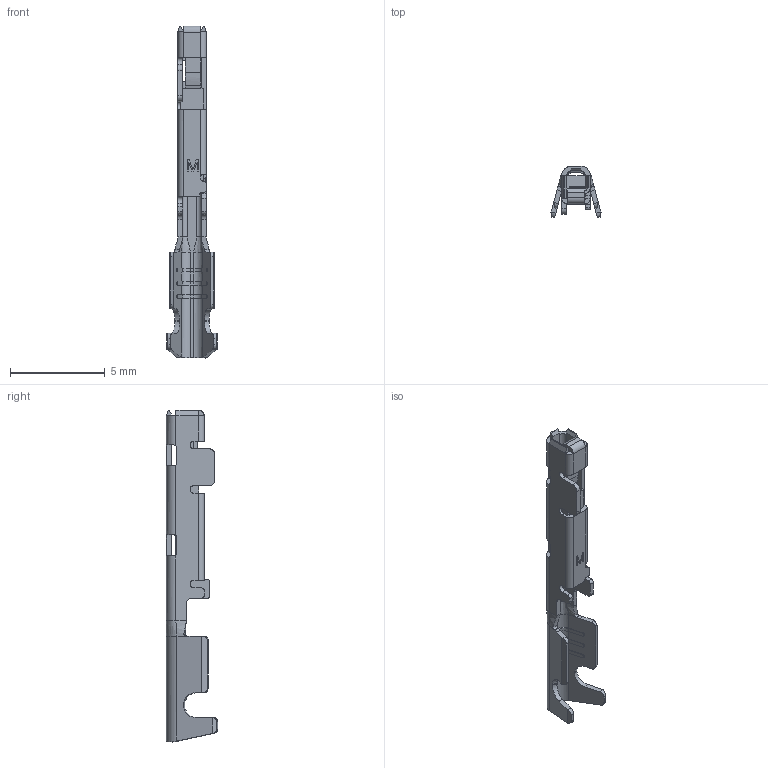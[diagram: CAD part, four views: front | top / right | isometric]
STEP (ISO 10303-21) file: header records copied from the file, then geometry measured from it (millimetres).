
FILE_DESCRIPTION( ('This file contains a STEP AP42 implementation' ,'as created by ZW3D STEP Interface translator.') ,'2;1' );
FILE_NAME( '72230-TPSN01.stp' ,'231027.112151', (''), ('ZWCAD Software Co.'), 'Version 1.0', 'ZW3D to STEP translator', '' );
FILE_SCHEMA(('AUTOMOTIVE_DESIGN { 1 0 10303 214 1 1 1 1 }'));
Length unit declared in the file: millimetre
Products named in the file (2): 0; 72230-TPSN01
Bounding box: 2.65 x 2.7 x 17.55 mm (x, y, z)
Volume: 26.1 mm3; surface area: 184.4 mm2
Topology: 1 solids, 1 shells, 280 faces, 810 edges, 517 vertices
Faces by surface type: plane 185, cylinder 54, bspline 40, cone 1
Entity records: 13685 total; most frequent: CARTESIAN_POINT 7681, ORIENTED_EDGE 1620, EDGE_CURVE 810, B_SPLINE_CURVE_WITH_KNOTS 757, DIRECTION 539, VERTEX_POINT 517, EDGE_LOOP 283, FACE_OUTER_BOUND 280
